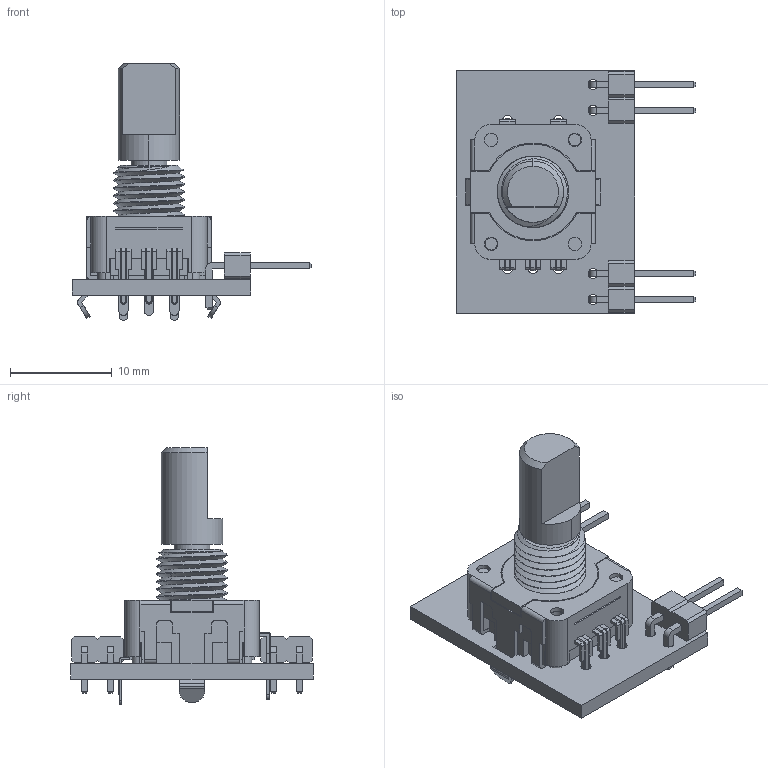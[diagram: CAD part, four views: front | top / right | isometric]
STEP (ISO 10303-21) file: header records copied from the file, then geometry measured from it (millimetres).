
FILE_DESCRIPTION(('KiCad electronic assembly'),'2;1');
FILE_NAME('DPClass Board C.step','2025-04-15T12:18:38',('Pcbnew'),( 'Kicad'),'Open CASCADE STEP processor 7.8','KiCad to STEP converter' ,'Unknown');
FILE_SCHEMA(('AUTOMOTIVE_DESIGN { 1 0 10303 214 1 1 1 1 }'));
Length unit declared in the file: millimetre
Products named in the file (4): DPClass Board C 1; PEC11R-4015F-S0024; PinHeader_1x02_P2.54mm_Horizontal; DPClass-Board C_PCB
Assembly tree (4 placements, depth 2):
  DPClass Board C 1
    PEC11R-4015F-S0024
    PinHeader_1x02_P2.54mm_Horizontal  x2
    DPClass-Board C_PCB
Bounding box: 23.44 x 23.8 x 25.2 mm (x, y, z)
Volume: 1929 mm3; surface area: 2779.6 mm2
Topology: 4 solids, 5 shells, 591 faces, 1569 edges, 1014 vertices
Faces by surface type: plane 410, cylinder 146, torus 20, cone 11, bspline 4
Full cylindrical faces by diameter (mm): 1 x9
Entity records: 19119 total; most frequent: CARTESIAN_POINT 5071, ORIENTED_EDGE 2858, DIRECTION 2770, EDGE_CURVE 1429, LINE 1078, VECTOR 1078, VERTEX_POINT 926, AXIS2_PLACEMENT_3D 846
